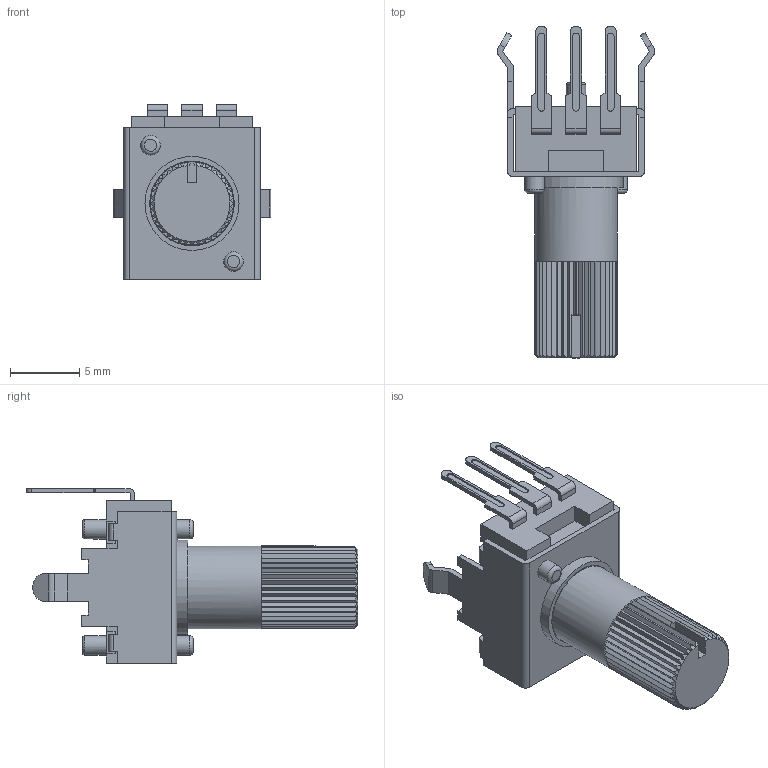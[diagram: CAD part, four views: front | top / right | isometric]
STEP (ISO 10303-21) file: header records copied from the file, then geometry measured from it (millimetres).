
FILE_DESCRIPTION(/* description */ (''),/* implementation_level */ '2;1');
FILE_NAME(/* name */ 'ptv09a-4x20u-xxxx v2.step',/* time_stamp */ '2018-11-08T15:03:39-05:00',/* author */ ('kiranshila'),/* organization */ (''),/* preprocessor_version */ 'ST-DEVELOPER v17.2',/* originating_system */ 'Autodesk Translation Framework v7.6.0.251',/* authorisation */ '');
FILE_SCHEMA (('AUTOMOTIVE_DESIGN { 1 0 10303 214 3 1 1 }'));
Length unit declared in the file: millimetre
Products named in the file (1): ptv09a-4x20u-xxxx
Bounding box: 11.4 x 23.99 x 12.65 mm (x, y, z)
Volume: 776.7 mm3; surface area: 1437.1 mm2
Topology: 2 solids, 4 shells, 339 faces, 949 edges, 638 vertices
Faces by surface type: plane 287, cylinder 47, torus 4, cone 1
Full cylindrical faces by diameter (mm): 1.16 x1, 1.2 x1, 1.3 x2, 1.4 x4, 4.479 x1, 6 x1, 6.1 x1, 6.12 x1, 6.8 x1, 8.2 x1
Entity records: 11206 total; most frequent: CARTESIAN_POINT 2319, ORIENTED_EDGE 1898, DIRECTION 1756, EDGE_CURVE 949, LINE 662, VECTOR 662, VERTEX_POINT 638, AXIS2_PLACEMENT_3D 547
